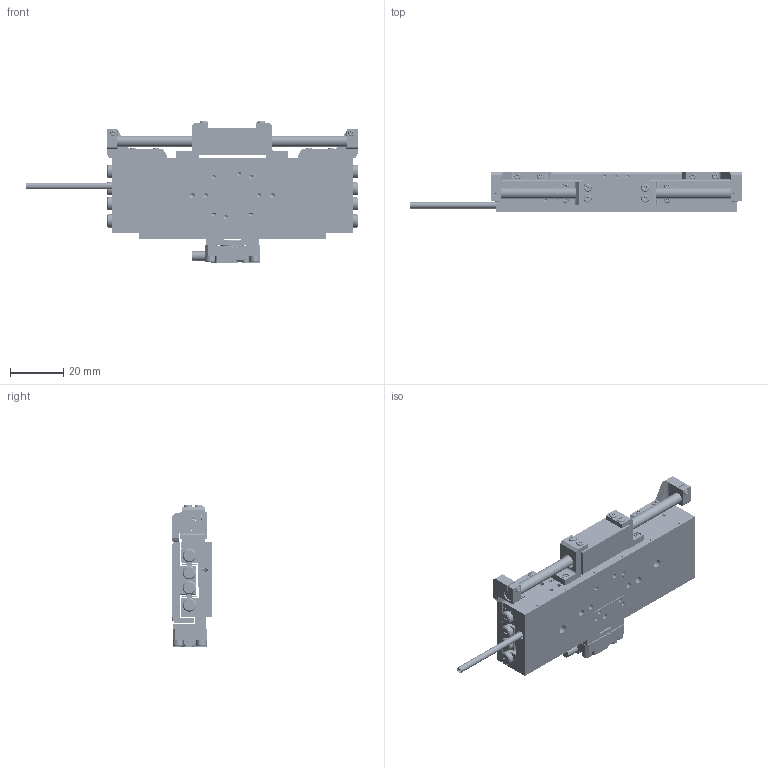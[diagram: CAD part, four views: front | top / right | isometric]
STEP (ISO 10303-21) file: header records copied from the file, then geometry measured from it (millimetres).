
FILE_DESCRIPTION (( 'STEP AP214' ), '1' );
FILE_NAME ('PPS-28-332X6.STEP', '2023-08-07T17:52:17', ( '' ), ( '' ), 'SwSTEP 2.0', 'SolidWorks 2023', '' );
FILE_SCHEMA (( 'AUTOMOTIVE_DESIGN' ));
Length unit declared in the file: millimetre
Products named in the file (28): SCREW, MS-PPH, M-JCIS_M1.6 x 0.35 x 4mm; NB Slide Way SVW 2000 Rail_SVW 2090; 431420 PPS-20, Encoder Bracket, Renishaw Atom, RKLF, Tape Scale; NB Slide Way SVW 2000 Cage_SVW 2090-16Z; SCREW, MS-PPH, M-JCIS_M2.5 x 0.45 x 6mm; SCREW, SHCS-F, M-DIN_M3 x 0.5 x 06mm; Set Screw, Cup-H, E-ASME_E1-72 x 1''16; PPS-20, Scale Bracket, Renishaw Atom, RCLC, RKLF, Master Part_70mm; 430520 PPS-28, Linear Motor Shaft Bracket, Right Side; SCREW, MS-PPH, M-JCIS_M2 x 0.4 x 3mm; NB Slide Way SVW 2000 Center Way_SVW 2090; PPS-28, Base, Master Part_90mm, 2 motors, No ears; SCREW, MS-PPH, M-JCIS_M1.6 x 0.35 x 3mm; SCREW, SHCS-S, M-DIN_M2 x 0.4 x 06mm; 430438 PPS 28, Back Cover, NJ8x13; 110212 Encoder Head, Renishaw Atom, Atmospheric_Demo; S040 Shaft_93mm Std; SCREW, MS-PPH, M-JCIS_M1.6 x 0.35 x 5mm; Screw, SHCS-S, M-DIN._M1.6 x 0.35 x 06mm; PPS-28-332X6; PPS-28, Carriage, Master Part_90; Dowel Pin, M-DIN_M01 x 004; 110127 NPM Linear Shaft Motor, S040_93mm; 430426 PPS-28, Linear Motor Forcer Bracket, S040; S040 Body; 130161 Bearing, NB, Slide Way, SVW 2000_SVW 2090-16Z (Rigid at Center); 430519 PPS-28, Linear Motor Shaft Bracket, Left Side; TFC-421 Silver Braided Cable_L70
Assembly tree (70 placements, depth 3):
  PPS-28-332X6
    PPS-28, Base, Master Part_90mm, 2 motors, No ears
    430438 PPS 28, Back Cover, NJ8x13
    TFC-421 Silver Braided Cable_L70
    PPS-28, Carriage, Master Part_90
    SCREW, SHCS-F, M-DIN_M3 x 0.5 x 06mm  x6
    130161 Bearing, NB, Slide Way, SVW 2000_SVW 2090-16Z (Rigid at Center)
      NB Slide Way SVW 2000 Rail_SVW 2090  x2
      NB Slide Way SVW 2000 Center Way_SVW 2090
      NB Slide Way SVW 2000 Cage_SVW 2090-16Z  x2
    SCREW, MS-PPH, M-JCIS_M2.5 x 0.45 x 6mm  x12
    Set Screw, Cup-H, E-ASME_E1-72 x 1''16  x6
    110127 NPM Linear Shaft Motor, S040_93mm
      S040 Body
      S040 Shaft_93mm Std
    430519 PPS-28, Linear Motor Shaft Bracket, Left Side
    430520 PPS-28, Linear Motor Shaft Bracket, Right Side
    430426 PPS-28, Linear Motor Forcer Bracket, S040  x2
    SCREW, MS-PPH, M-JCIS_M1.6 x 0.35 x 3mm  x4
    SCREW, MS-PPH, M-JCIS_M1.6 x 0.35 x 5mm  x6
    SCREW, MS-PPH, M-JCIS_M2 x 0.4 x 3mm  x4
    Dowel Pin, M-DIN_M01 x 004  x4
    110212 Encoder Head, Renishaw Atom, Atmospheric_Demo
    431420 PPS-20, Encoder Bracket, Renishaw Atom, RKLF, Tape Scale
    PPS-20, Scale Bracket, Renishaw Atom, RCLC, RKLF, Master Part_70mm
    Screw, SHCS-S, M-DIN._M1.6 x 0.35 x 06mm  x2
    SCREW, MS-PPH, M-JCIS_M1.6 x 0.35 x 4mm  x3
    SCREW, SHCS-S, M-DIN_M2 x 0.4 x 06mm  x3
Bounding box: 124.2 x 15 x 52.85 mm (x, y, z)
Volume: 40321.5 mm3; surface area: 42286.6 mm2
Topology: 81 solids, 81 shells, 3062 faces, 7587 edges, 4716 vertices
Faces by surface type: plane 1357, cylinder 991, cone 438, torus 214, bspline 62
Entity records: 92902 total; most frequent: CARTESIAN_POINT 51237, DIRECTION 8500, ORIENTED_EDGE 8354, EDGE_CURVE 4177, AXIS2_PLACEMENT_3D 3097, VERTEX_POINT 2702, VECTOR 2306, LINE 2306
